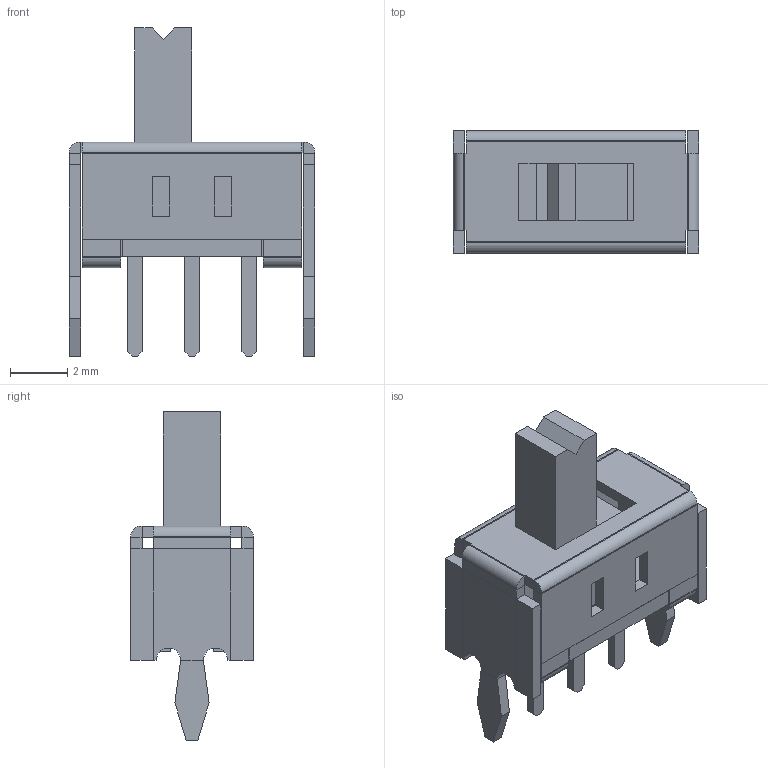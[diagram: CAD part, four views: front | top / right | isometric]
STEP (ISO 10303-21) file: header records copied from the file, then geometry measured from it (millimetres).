
FILE_DESCRIPTION(('FreeCAD Model'),'2;1');
FILE_NAME('Open CASCADE Shape Model','2024-01-23T13:26:40',( 'kicad StepUp'),('ksu MCAD'),'Open CASCADE STEP processor 7.7', 'FreeCAD','Unknown');
FILE_SCHEMA(('AUTOMOTIVE_DESIGN { 1 0 10303 214 1 1 1 1 }'));
Length unit declared in the file: millimetre
Products named in the file (1): SW_Slide_SPDT_Straight_CK_OS102011MS2Q
Bounding box: 8.6 x 4.3 x 11.5 mm (x, y, z)
Volume: 117.2 mm3; surface area: 479 mm2
Topology: 6 solids, 6 shells, 221 faces, 503 edges, 294 vertices
Faces by surface type: plane 209, cylinder 12
Entity records: 7548 total; most frequent: CARTESIAN_POINT 1019, ORIENTED_EDGE 1006, DIRECTION 971, EDGE_CURVE 503, LINE 479, VECTOR 479, VERTEX_POINT 294, AXIS2_PLACEMENT_3D 246
